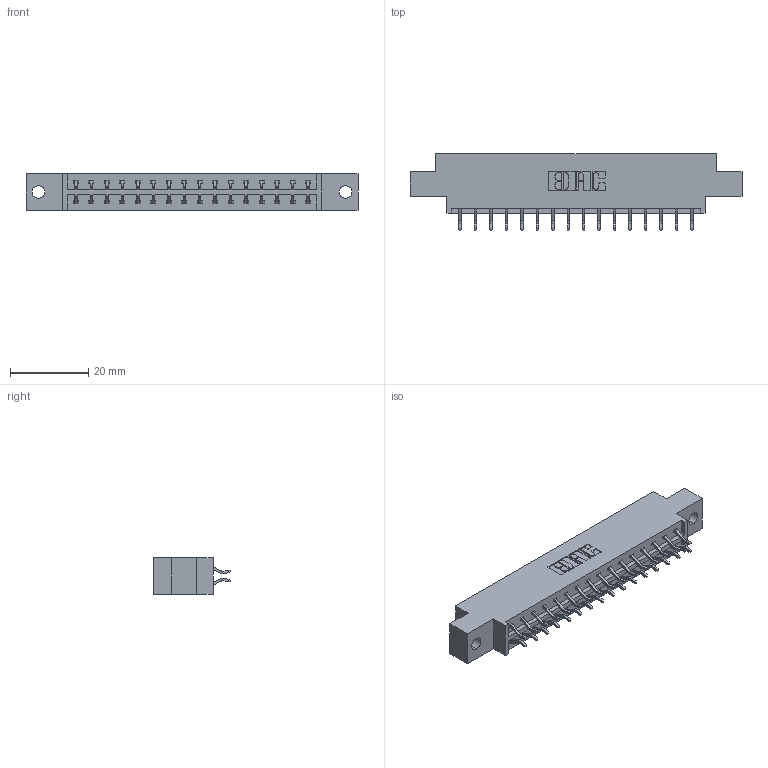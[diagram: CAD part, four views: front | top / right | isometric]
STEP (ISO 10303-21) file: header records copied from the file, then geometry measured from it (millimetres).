
FILE_DESCRIPTION (( 'STEP AP203' ), '1' );
FILE_NAME ('333-032-556-802.STEP', '2018-08-02T20:36:19', ( '' ), ( '' ), 'SwSTEP 2.0', 'SolidWorks 2016', '' );
FILE_SCHEMA (( 'CONFIG_CONTROL_DESIGN' ));
Length unit declared in the file: inch
Products named in the file (3): 333 Part_Offset - .128 Dia; 345-292-001_556 Tail; 333-032-556-802
Assembly tree (33 placements, depth 2):
  333-032-556-802
    333 Part_Offset - .128 Dia
    345-292-001_556 Tail  x32
Bounding box: 84.94 x 19.57 x 9.4 mm (x, y, z)
Volume: 8162.8 mm3; surface area: 9287 mm2
Topology: 33 solids, 33 shells, 1974 faces, 5859 edges, 3862 vertices
Faces by surface type: plane 1354, cylinder 620
Entity records: 14011 total; most frequent: CARTESIAN_POINT 2370, ORIENTED_EDGE 2294, DIRECTION 2059, EDGE_CURVE 1147, VECTOR 1011, LINE 1011, VERTEX_POINT 762, AXIS2_PLACEMENT_3D 524
